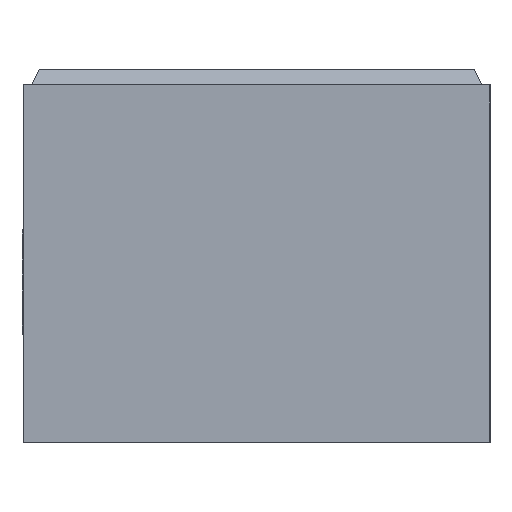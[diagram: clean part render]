
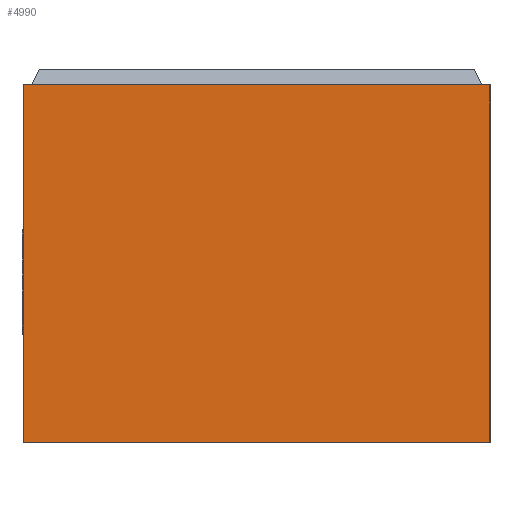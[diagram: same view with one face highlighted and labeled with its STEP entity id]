
A CAD part, left-side view. The second image highlights one B-rep face of the part: STEP entity #4990.
In plain terms, the highlighted planar face has unit normal (-1, 0, 0).
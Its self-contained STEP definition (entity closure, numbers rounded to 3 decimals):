
#351=FACE_OUTER_BOUND('',#617,.T.);
#617=EDGE_LOOP('',(#3203,#3204,#3205,#3206));
#906=LINE('',#6665,#1429);
#911=LINE('',#6674,#1434);
#943=LINE('',#6737,#1466);
#944=LINE('',#6738,#1467);
#1429=VECTOR('',#5576,1.);
#1434=VECTOR('',#5583,1.);
#1466=VECTOR('',#5631,1.);
#1467=VECTOR('',#5632,1.);
#1952=VERTEX_POINT('',#6662);
#1953=VERTEX_POINT('',#6664);
#1956=VERTEX_POINT('',#6673);
#1979=VERTEX_POINT('',#6736);
#2430=EDGE_CURVE('',#1953,#1952,#906,.T.);
#2435=EDGE_CURVE('',#1953,#1956,#911,.T.);
#2467=EDGE_CURVE('',#1952,#1979,#943,.T.);
#2468=EDGE_CURVE('',#1956,#1979,#944,.T.);
#3203=ORIENTED_EDGE('',*,*,#2467,.T.);
#3204=ORIENTED_EDGE('',*,*,#2468,.F.);
#3205=ORIENTED_EDGE('',*,*,#2435,.F.);
#3206=ORIENTED_EDGE('',*,*,#2430,.T.);
#4583=PLANE('',#5286);
#4990=ADVANCED_FACE('',(#351),#4583,.F.);
#5286=AXIS2_PLACEMENT_3D('',#6735,#5629,#5630);
#5576=DIRECTION('',(0.,0.,-1.));
#5583=DIRECTION('',(0.,-1.,0.));
#5629=DIRECTION('center_axis',(1.,0.,0.));
#5630=DIRECTION('ref_axis',(0.,0.,-1.));
#5631=DIRECTION('',(0.,-1.,0.));
#5632=DIRECTION('',(0.,0.,-1.));
#6662=CARTESIAN_POINT('',(-0.3,0.15,0.));
#6664=CARTESIAN_POINT('',(-0.3,0.15,0.23));
#6665=CARTESIAN_POINT('',(-0.3,0.15,0.23));
#6673=CARTESIAN_POINT('',(-0.3,-0.15,0.23));
#6674=CARTESIAN_POINT('',(-0.3,-0.15,0.23));
#6735=CARTESIAN_POINT('Origin',(-0.3,-0.15,0.23));
#6736=CARTESIAN_POINT('',(-0.3,-0.15,0.));
#6737=CARTESIAN_POINT('',(-0.3,-0.15,0.));
#6738=CARTESIAN_POINT('',(-0.3,-0.15,0.23));
